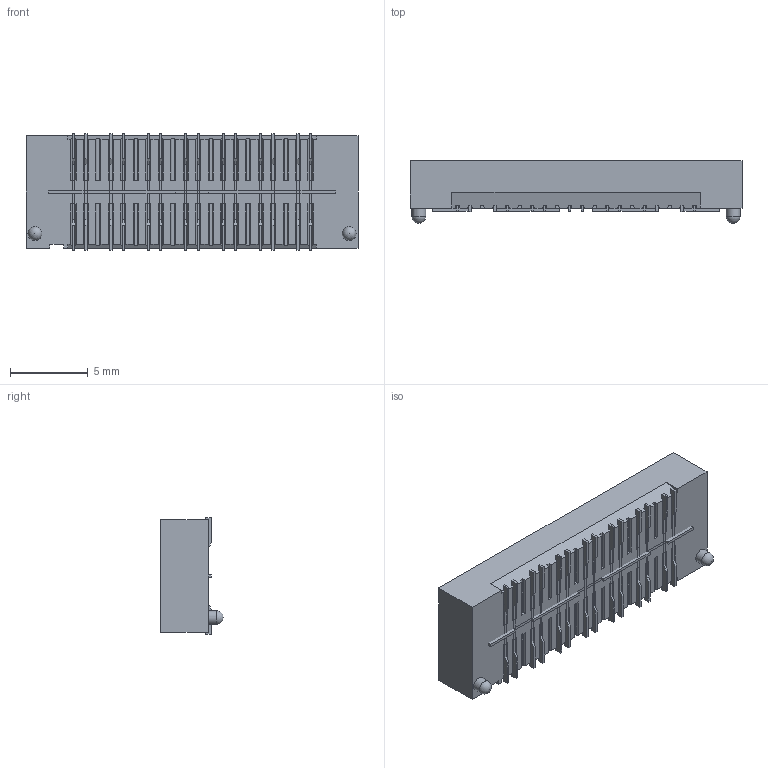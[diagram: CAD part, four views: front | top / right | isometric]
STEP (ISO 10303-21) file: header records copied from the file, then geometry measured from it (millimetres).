
FILE_DESCRIPTION(/* description */ ('STEP AP214'),/* implementation_level */ '2;1');
FILE_NAME(/* name */ 'QSE-014-01-F-D-DP-A',/* time_stamp */ '2024-07-04T16:13:09+02:00',/* author */ ('License CC BY-ND 4.0'),/* organization */ ('CADENAS'),/* preprocessor_version */ 'ST-DEVELOPER v19.3',/* originating_system */ 'PARTsolutions',/* authorisation */ ' ');
FILE_SCHEMA (('CONFIG_CONTROL_DESIGN','AUTOMOTIVE_DESIGN { 1 0 10303 214 3 1 1 }','AUTOMOTIVE_DESIGN {1 0 10303 214 3 1 1}'));
Length unit declared in the file: inch
Products named in the file (4): QSE-014-01-F-D-DP-A; QSE-014-01-F-D-DP-A_terminal; QSE-T-1G2-01-014; QSE-C-126-21-014-D-DP-D
Assembly tree (3 placements, depth 2):
  QSE-014-01-F-D-DP-A
    QSE-014-01-F-D-DP-A_terminal
    QSE-T-1G2-01-014
    QSE-C-126-21-014-D-DP-D
Bounding box: 21.29 x 4.01 x 7.49 mm (x, y, z)
Volume: 271.3 mm3; surface area: 1275.6 mm2
Topology: 3 solids, 3 shells, 1225 faces, 3728 edges, 2486 vertices
Faces by surface type: plane 1015, cylinder 208, sphere 2
Full cylindrical faces by diameter (mm): 0.889 x2
Entity records: 41440 total; most frequent: ORIENTED_EDGE 7436, CARTESIAN_POINT 7427, DIRECTION 6696, EDGE_CURVE 3718, LINE 3198, VECTOR 3198, VERTEX_POINT 2480, AXIS2_PLACEMENT_3D 1749
